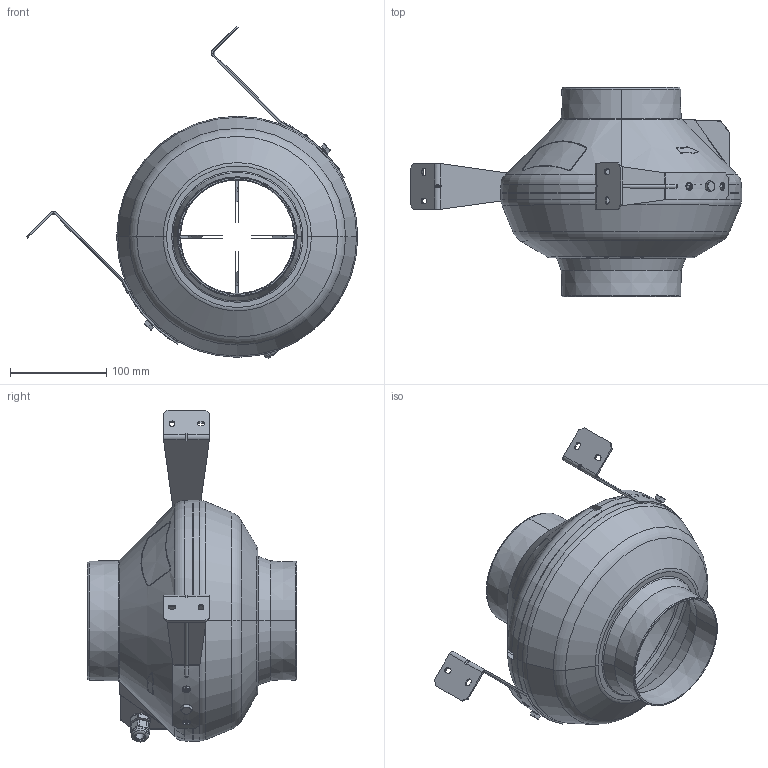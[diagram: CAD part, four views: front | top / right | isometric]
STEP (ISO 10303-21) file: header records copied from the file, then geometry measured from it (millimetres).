
FILE_DESCRIPTION (( 'STEP AP203' ), '1' );
FILE_NAME ('VK125.STEP', '2015-04-23T07:11:40', ( 'KB7' ), ( '' ), 'SwSTEP 2.0', 'SolidWorks 2013', '' );
FILE_SCHEMA (( 'CONFIG_CONTROL_DESIGN' ));
Length unit declared in the file: millimetre
Products named in the file (1): VK125
Bounding box: 343.96 x 217.5 x 344.52 mm (x, y, z)
Surface area: 368635 mm2 (no closed solid volume)
Topology: 0 solids, 35 shells, 510 faces, 2015 edges, 1473 vertices
Faces by surface type: plane 200, cylinder 170, cone 76, torus 37, sphere 20, bspline 7
Entity records: 25788 total; most frequent: CARTESIAN_POINT 10070, ORIENTED_EDGE 3068, DIRECTION 3035, EDGE_CURVE 2007, VERTEX_POINT 1473, AXIS2_PLACEMENT_3D 1105, LINE 825, VECTOR 825
